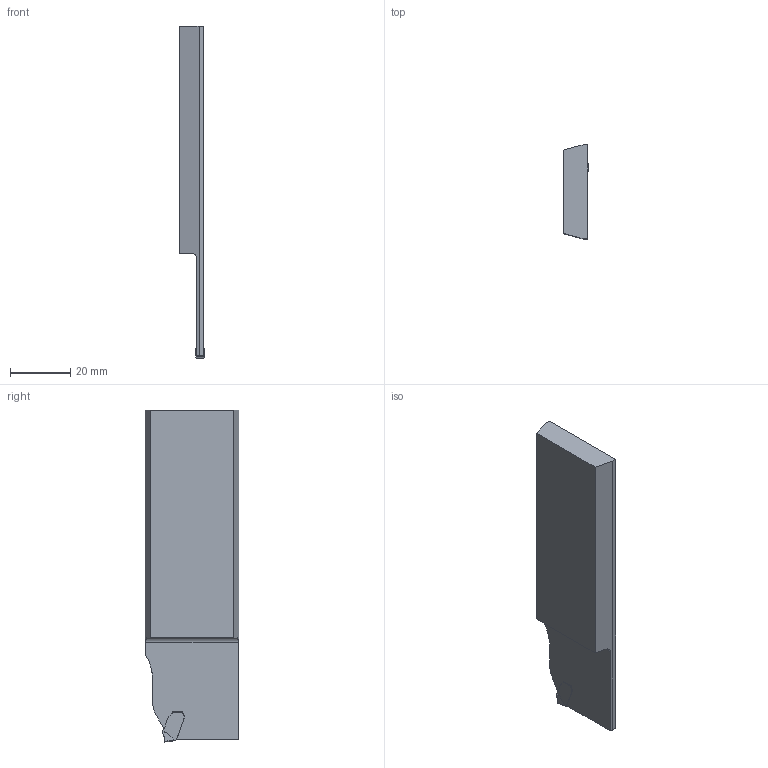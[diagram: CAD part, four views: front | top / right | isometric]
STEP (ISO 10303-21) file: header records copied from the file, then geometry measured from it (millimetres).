
FILE_DESCRIPTION(/* description */ (''),/* implementation_level */ '2;1');
FILE_NAME(/* name */ 'toolassembly_1.stp',/* time_stamp */ '2019-12-23T09:14:47+01:00',/* author */ (''),/* organization */ ('SMS'),/* preprocessor_version */ 'ST-DEVELOPER v16.7',/* originating_system */ 'SIEMENS PLM Software NX 12.0',/* authorisation */ '');
FILE_SCHEMA (('AUTOMOTIVE_DESIGN { 1 0 10303 214 3 1 1 1 }'));
Length unit declared in the file: millimetre
Products named in the file (4): ASSEMBLY_CONSTRUCTION; CUT_20191223091404; NOCUT_20191223091332; TOOLASSEMBLY_1
Assembly tree (3 placements, depth 2):
  TOOLASSEMBLY_1
    NOCUT_20191223091332
    CUT_20191223091404
    ASSEMBLY_CONSTRUCTION
Bounding box: 8.32 x 31.1 x 110 mm (x, y, z)
Volume: 20188.1 mm3; surface area: 8287.5 mm2
Topology: 2 solids, 2 shells, 74 faces, 209 edges, 146 vertices
Faces by surface type: plane 40, cylinder 25, extrusion 7, bspline 2
Entity records: 2821 total; most frequent: CARTESIAN_POINT 700, ORIENTED_EDGE 416, DIRECTION 414, EDGE_CURVE 208, VECTOR 138, VERTEX_POINT 138, AXIS2_PLACEMENT_3D 138, LINE 131
